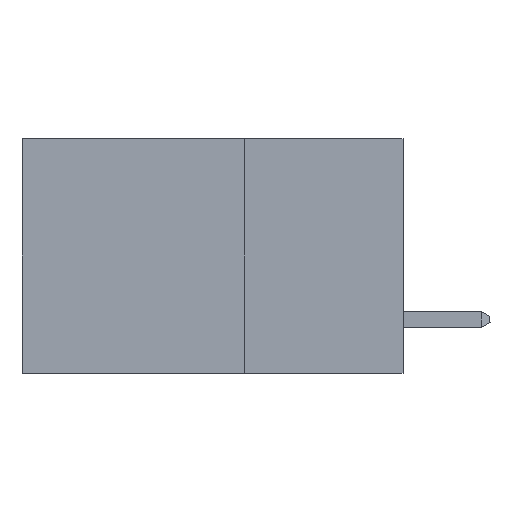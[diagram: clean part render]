
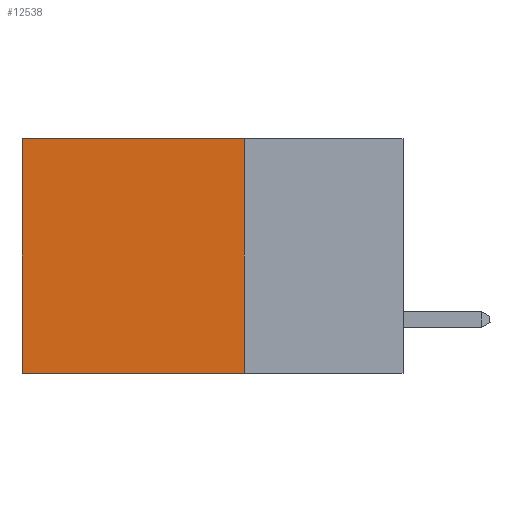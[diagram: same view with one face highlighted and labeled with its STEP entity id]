
A CAD part, left-side view. The second image highlights one B-rep face of the part: STEP entity #12538.
In plain terms, the highlighted planar face has unit normal (-1, 0, 0).
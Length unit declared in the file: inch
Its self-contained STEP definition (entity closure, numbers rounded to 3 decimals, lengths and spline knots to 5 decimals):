
#1128 = LINE ( 'NONE', #33427, #25684 ) ;
#2762 = CARTESIAN_POINT ( 'NONE',  ( 0.2875, 0.25, -0.37 ) ) ;
#3418 = EDGE_LOOP ( 'NONE', ( #6568, #4796, #25143, #17147 ) ) ;
#3749 = DIRECTION ( 'NONE',  ( 0., 0., -1. ) ) ;
#4796 = ORIENTED_EDGE ( 'NONE', *, *, #35123, .F. ) ;
#5121 = CARTESIAN_POINT ( 'NONE',  ( 0.2875, 0.25, -0.37 ) ) ;
#6568 = ORIENTED_EDGE ( 'NONE', *, *, #33037, .T. ) ;
#7678 = CARTESIAN_POINT ( 'NONE',  ( 0.2875, 0.25, 0. ) ) ;
#8086 = VERTEX_POINT ( 'NONE', #39620 ) ;
#10112 = CARTESIAN_POINT ( 'NONE',  ( 0.2875, 0.6, 0. ) ) ;
#10856 = LINE ( 'NONE', #7678, #15802 ) ;
#11109 = DIRECTION ( 'NONE',  ( 0., 0., -1. ) ) ;
#11535 = PLANE ( 'NONE',  #26129 ) ;
#11818 = VERTEX_POINT ( 'NONE', #5121 ) ;
#12264 = LINE ( 'NONE', #38975, #39697 ) ;
#12538 = ADVANCED_FACE ( 'NONE', ( #13841 ), #11535, .F. ) ;
#13841 = FACE_OUTER_BOUND ( 'NONE', #3418, .T. ) ;
#15802 = VECTOR ( 'NONE', #27197, 39.37008 ) ;
#17147 = ORIENTED_EDGE ( 'NONE', *, *, #31175, .T. ) ;
#17332 = DIRECTION ( 'NONE',  ( 1., 0., 0. ) ) ;
#18538 = LINE ( 'NONE', #2762, #25485 ) ;
#18813 = VERTEX_POINT ( 'NONE', #23012 ) ;
#20521 = DIRECTION ( 'NONE',  ( 0., 0., -1. ) ) ;
#23012 = CARTESIAN_POINT ( 'NONE',  ( 0.2875, 0.25, 0. ) ) ;
#24226 = VERTEX_POINT ( 'NONE', #10112 ) ;
#25143 = ORIENTED_EDGE ( 'NONE', *, *, #32926, .F. ) ;
#25485 = VECTOR ( 'NONE', #28053, 39.37008 ) ;
#25684 = VECTOR ( 'NONE', #11109, 39.37008 ) ;
#26129 = AXIS2_PLACEMENT_3D ( 'NONE', #36479, #17332, #20521 ) ;
#27197 = DIRECTION ( 'NONE',  ( 0., 1., 0. ) ) ;
#28053 = DIRECTION ( 'NONE',  ( 0., 1., 0. ) ) ;
#31175 = EDGE_CURVE ( 'NONE', #18813, #24226, #10856, .T. ) ;
#32926 = EDGE_CURVE ( 'NONE', #18813, #11818, #12264, .T. ) ;
#33037 = EDGE_CURVE ( 'NONE', #24226, #8086, #1128, .T. ) ;
#33427 = CARTESIAN_POINT ( 'NONE',  ( 0.2875, 0.6, 0. ) ) ;
#35123 = EDGE_CURVE ( 'NONE', #11818, #8086, #18538, .T. ) ;
#36479 = CARTESIAN_POINT ( 'NONE',  ( 0.2875, 0.25, 0. ) ) ;
#38975 = CARTESIAN_POINT ( 'NONE',  ( 0.2875, 0.25, 0. ) ) ;
#39620 = CARTESIAN_POINT ( 'NONE',  ( 0.2875, 0.6, -0.37 ) ) ;
#39697 = VECTOR ( 'NONE', #3749, 39.37008 ) ;
